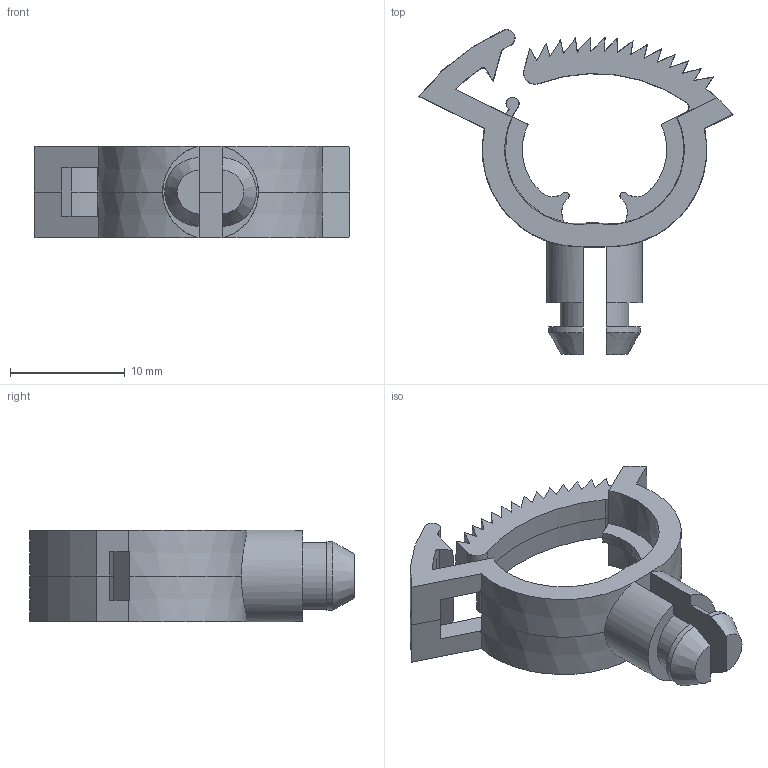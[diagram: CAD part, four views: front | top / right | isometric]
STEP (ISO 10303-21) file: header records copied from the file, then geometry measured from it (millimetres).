
FILE_DESCRIPTION (( 'STEP AP214' ), '1' );
FILE_NAME ('7408650.stp', '2020-06-23T09:35:38', ( '' ), ( '' ), 'SwSTEP 2.0', 'SolidWorks 2018', '' );
FILE_SCHEMA (( 'AUTOMOTIVE_DESIGN' ));
Length unit declared in the file: millimetre
Products named in the file (1): 7408650
Bounding box: 27.48 x 28.33 x 8 mm (x, y, z)
Volume: 1214.3 mm3; surface area: 1718.1 mm2
Topology: 1 solids, 1 shells, 186 faces, 468 edges, 282 vertices
Faces by surface type: plane 118, cone 62, cylinder 6
Entity records: 5574 total; most frequent: CARTESIAN_POINT 1121, ORIENTED_EDGE 936, DIRECTION 912, EDGE_CURVE 468, VECTOR 306, LINE 306, AXIS2_PLACEMENT_3D 303, VERTEX_POINT 282
